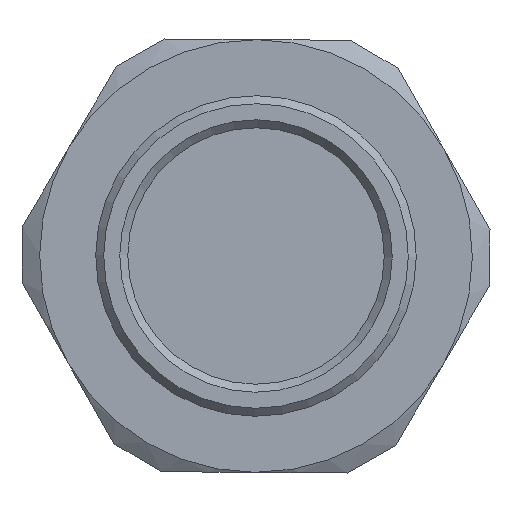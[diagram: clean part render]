
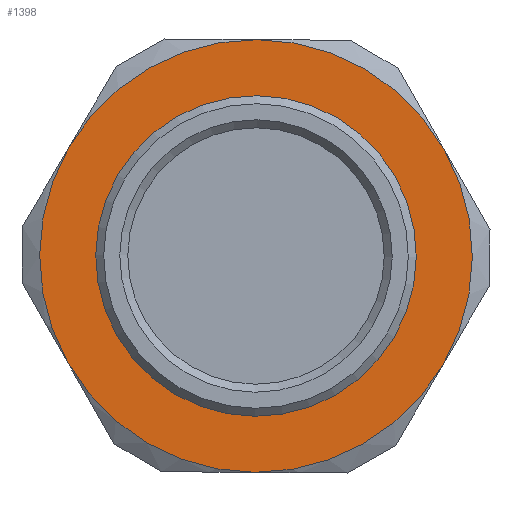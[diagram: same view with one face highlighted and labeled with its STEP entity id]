
A CAD part, front view. The second image highlights one B-rep face of the part: STEP entity #1398.
In plain terms, the highlighted planar face has unit normal (0, -1, 0).
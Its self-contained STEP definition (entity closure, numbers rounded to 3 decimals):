
#143=FACE_BOUND('',#503,.T.);
#418=FACE_OUTER_BOUND('',#502,.T.);
#502=EDGE_LOOP('',(#1079,#1080,#1081,#1082,#1083,#1084));
#503=EDGE_LOOP('',(#1085));
#568=CIRCLE('',#1499,13.5);
#569=CIRCLE('',#1501,13.5);
#570=CIRCLE('',#1503,13.5);
#571=CIRCLE('',#1505,13.5);
#572=CIRCLE('',#1507,13.5);
#573=CIRCLE('',#1509,13.5);
#584=CIRCLE('',#1530,9.5);
#619=VERTEX_POINT('',#2005);
#626=VERTEX_POINT('',#2035);
#632=VERTEX_POINT('',#2063);
#638=VERTEX_POINT('',#2091);
#644=VERTEX_POINT('',#2119);
#650=VERTEX_POINT('',#2147);
#658=VERTEX_POINT('',#2210);
#795=EDGE_CURVE('',#644,#638,#568,.T.);
#796=EDGE_CURVE('',#650,#644,#569,.T.);
#797=EDGE_CURVE('',#619,#650,#570,.T.);
#798=EDGE_CURVE('',#626,#619,#571,.T.);
#799=EDGE_CURVE('',#632,#626,#572,.T.);
#800=EDGE_CURVE('',#638,#632,#573,.T.);
#814=EDGE_CURVE('',#658,#658,#584,.T.);
#1079=ORIENTED_EDGE('',*,*,#799,.F.);
#1080=ORIENTED_EDGE('',*,*,#800,.F.);
#1081=ORIENTED_EDGE('',*,*,#795,.F.);
#1082=ORIENTED_EDGE('',*,*,#796,.F.);
#1083=ORIENTED_EDGE('',*,*,#797,.F.);
#1084=ORIENTED_EDGE('',*,*,#798,.F.);
#1085=ORIENTED_EDGE('',*,*,#814,.T.);
#1330=PLANE('',#1531);
#1398=ADVANCED_FACE('',(#418,#143),#1330,.T.);
#1499=AXIS2_PLACEMENT_3D('',#2172,#1698,#1699);
#1501=AXIS2_PLACEMENT_3D('',#2174,#1702,#1703);
#1503=AXIS2_PLACEMENT_3D('',#2176,#1706,#1707);
#1505=AXIS2_PLACEMENT_3D('',#2178,#1710,#1711);
#1507=AXIS2_PLACEMENT_3D('',#2180,#1714,#1715);
#1509=AXIS2_PLACEMENT_3D('',#2182,#1718,#1719);
#1530=AXIS2_PLACEMENT_3D('',#2211,#1763,#1764);
#1531=AXIS2_PLACEMENT_3D('',#2213,#1766,#1767);
#1698=DIRECTION('center_axis',(0.,1.,0.));
#1699=DIRECTION('ref_axis',(1.,0.,-0.007));
#1702=DIRECTION('center_axis',(0.,1.,0.));
#1703=DIRECTION('ref_axis',(1.,0.,-0.007));
#1706=DIRECTION('center_axis',(0.,1.,0.));
#1707=DIRECTION('ref_axis',(1.,0.,-0.007));
#1710=DIRECTION('center_axis',(0.,1.,0.));
#1711=DIRECTION('ref_axis',(1.,0.,-0.007));
#1714=DIRECTION('center_axis',(0.,1.,0.));
#1715=DIRECTION('ref_axis',(1.,0.,-0.007));
#1718=DIRECTION('center_axis',(0.,1.,0.));
#1719=DIRECTION('ref_axis',(1.,0.,-0.007));
#1763=DIRECTION('center_axis',(0.,1.,0.));
#1764=DIRECTION('ref_axis',(1.,0.,-0.007));
#1766=DIRECTION('center_axis',(0.,-1.,0.));
#1767=DIRECTION('ref_axis',(-0.007,0.,
-1.));
#2005=CARTESIAN_POINT('',(48.821,-88.45,102.385));
#2035=CARTESIAN_POINT('',(37.083,-88.45,95.716));
#2063=CARTESIAN_POINT('',(36.989,-88.45,82.216));
#2091=CARTESIAN_POINT('',(48.633,-88.45,75.385));
#2119=CARTESIAN_POINT('',(60.371,-88.45,82.054));
#2147=CARTESIAN_POINT('',(60.465,-88.45,95.554));
#2172=CARTESIAN_POINT('Origin',(48.727,-88.45,88.885));
#2174=CARTESIAN_POINT('Origin',(48.727,-88.45,88.885));
#2176=CARTESIAN_POINT('Origin',(48.727,-88.45,88.885));
#2178=CARTESIAN_POINT('Origin',(48.727,-88.45,88.885));
#2180=CARTESIAN_POINT('Origin',(48.727,-88.45,88.885));
#2182=CARTESIAN_POINT('Origin',(48.727,-88.45,88.885));
#2210=CARTESIAN_POINT('',(58.227,-88.45,88.819));
#2211=CARTESIAN_POINT('Origin',(48.727,-88.45,88.885));
#2213=CARTESIAN_POINT('Origin',(35.227,-88.45,88.979));
